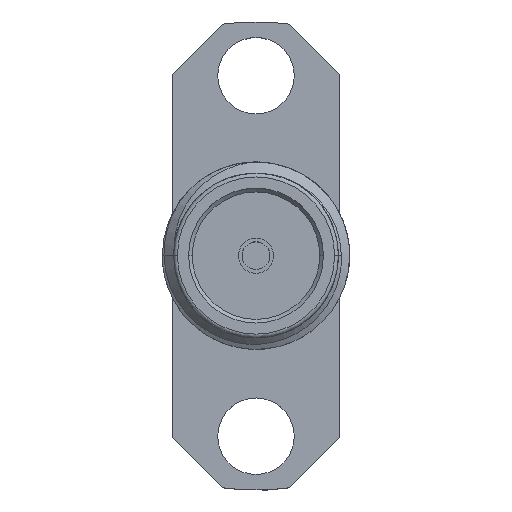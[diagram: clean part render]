
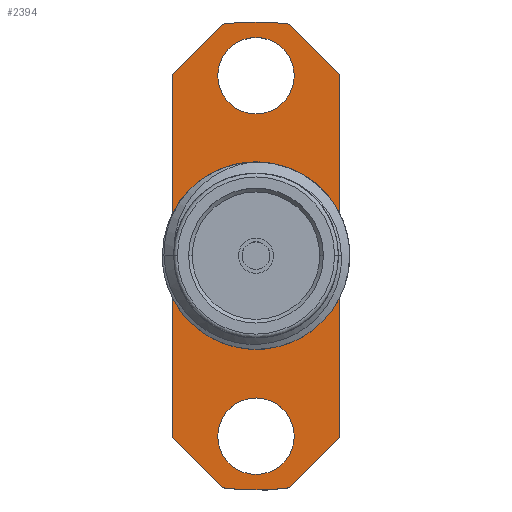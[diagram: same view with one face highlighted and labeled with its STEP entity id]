
A CAD part, top view. The second image highlights one B-rep face of the part: STEP entity #2394.
In plain terms, the highlighted planar face has unit normal (0, 0, 1).
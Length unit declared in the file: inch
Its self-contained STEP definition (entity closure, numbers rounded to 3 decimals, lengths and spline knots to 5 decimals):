
#31 = LINE ( 'NONE', #3185, #1138 ) ;
#51 = CIRCLE ( 'NONE', #2491, 0.051 ) ;
#98 = EDGE_CURVE ( 'NONE', #2208, #2032, #2785, .T. ) ;
#122 = EDGE_CURVE ( 'NONE', #1902, #1808, #2866, .T. ) ;
#127 = VECTOR ( 'NONE', #1527, 39.37008 ) ;
#137 = VERTEX_POINT ( 'NONE', #2604 ) ;
#187 = DIRECTION ( 'NONE',  ( 0., 0., 1. ) ) ;
#213 = CARTESIAN_POINT ( 'NONE',  ( -0.051, 0.2405, -0.308 ) ) ;
#216 = DIRECTION ( 'NONE',  ( 1., 0., 0. ) ) ;
#292 = CARTESIAN_POINT ( 'NONE',  ( 0., -0.2405, -0.308 ) ) ;
#305 = CARTESIAN_POINT ( 'NONE',  ( 0.1115, -0.2425, -0.308 ) ) ;
#345 = EDGE_CURVE ( 'NONE', #564, #1286, #51, .T. ) ;
#348 = DIRECTION ( 'NONE',  ( -0.707, 0.707, 0. ) ) ;
#352 = DIRECTION ( 'NONE',  ( 0., 1., 0. ) ) ;
#388 = VECTOR ( 'NONE', #2758, 39.37008 ) ;
#401 = FACE_BOUND ( 'NONE', #2273, .T. ) ;
#429 = DIRECTION ( 'NONE',  ( 0., 0., 1. ) ) ;
#432 = CARTESIAN_POINT ( 'NONE',  ( 0., 0., -0.308 ) ) ;
#457 = VERTEX_POINT ( 'NONE', #1191 ) ;
#463 = DIRECTION ( 'NONE',  ( 1., 0., 0. ) ) ;
#471 = DIRECTION ( 'NONE',  ( -1., 0., 0. ) ) ;
#473 = CARTESIAN_POINT ( 'NONE',  ( 0.04472, 0.30928, -0.308 ) ) ;
#493 = CARTESIAN_POINT ( 'NONE',  ( -0.1115, 0.2425, -0.308 ) ) ;
#504 = CARTESIAN_POINT ( 'NONE',  ( 0.1115, -0.2425, -0.308 ) ) ;
#519 = DIRECTION ( 'NONE',  ( 0.707, -0.707, 0. ) ) ;
#559 = CARTESIAN_POINT ( 'NONE',  ( 0., 0.2405, -0.308 ) ) ;
#564 = VERTEX_POINT ( 'NONE', #213 ) ;
#566 = ORIENTED_EDGE ( 'NONE', *, *, #2097, .F. ) ;
#578 = DIRECTION ( 'NONE',  ( 1., 0., 0. ) ) ;
#619 = CARTESIAN_POINT ( 'NONE',  ( 0.10989, 0., -0.308 ) ) ;
#628 = EDGE_CURVE ( 'NONE', #1808, #1476, #2407, .T. ) ;
#650 = DIRECTION ( 'NONE',  ( 0., 0., -1. ) ) ;
#666 = FACE_BOUND ( 'NONE', #1078, .T. ) ;
#673 = DIRECTION ( 'NONE',  ( 0., 0., 1. ) ) ;
#692 = LINE ( 'NONE', #493, #127 ) ;
#705 = AXIS2_PLACEMENT_3D ( 'NONE', #432, #1435, #2789 ) ;
#706 = CIRCLE ( 'NONE', #1919, 0.051 ) ;
#709 = AXIS2_PLACEMENT_3D ( 'NONE', #2171, #429, #1921 ) ;
#724 = CARTESIAN_POINT ( 'NONE',  ( -0.1115, 0.2425, -0.308 ) ) ;
#730 = ORIENTED_EDGE ( 'NONE', *, *, #2224, .F. ) ;
#787 = ORIENTED_EDGE ( 'NONE', *, *, #3066, .T. ) ;
#892 = ORIENTED_EDGE ( 'NONE', *, *, #2397, .T. ) ;
#942 = FACE_BOUND ( 'NONE', #2482, .T. ) ;
#968 = CIRCLE ( 'NONE', #705, 0.10989 ) ;
#1000 = CARTESIAN_POINT ( 'NONE',  ( 0., 0., -0.308 ) ) ;
#1017 = DIRECTION ( 'NONE',  ( 0., 0., 1. ) ) ;
#1019 = CIRCLE ( 'NONE', #1519, 0.051 ) ;
#1078 = EDGE_LOOP ( 'NONE', ( #2327, #2722 ) ) ;
#1123 = EDGE_CURVE ( 'NONE', #2418, #1944, #706, .T. ) ;
#1126 = CARTESIAN_POINT ( 'NONE',  ( -0.051, -0.2405, -0.308 ) ) ;
#1138 = VECTOR ( 'NONE', #348, 39.37008 ) ;
#1191 = CARTESIAN_POINT ( 'NONE',  ( -0.04472, 0.30928, -0.308 ) ) ;
#1204 = EDGE_CURVE ( 'NONE', #137, #1902, #3011, .T. ) ;
#1242 = ORIENTED_EDGE ( 'NONE', *, *, #345, .F. ) ;
#1286 = VERTEX_POINT ( 'NONE', #3053 ) ;
#1292 = CARTESIAN_POINT ( 'NONE',  ( -0.0415, -0.3125, -0.308 ) ) ;
#1329 = CARTESIAN_POINT ( 'NONE',  ( 0.1115, -0.3125, -0.308 ) ) ;
#1435 = DIRECTION ( 'NONE',  ( 0., 0., 1. ) ) ;
#1469 = AXIS2_PLACEMENT_3D ( 'NONE', #1941, #650, #1686 ) ;
#1476 = VERTEX_POINT ( 'NONE', #3309 ) ;
#1519 = AXIS2_PLACEMENT_3D ( 'NONE', #2162, #1925, #3153 ) ;
#1520 = EDGE_CURVE ( 'NONE', #2369, #137, #3126, .T. ) ;
#1527 = DIRECTION ( 'NONE',  ( -0.707, -0.707, 0. ) ) ;
#1531 = CARTESIAN_POINT ( 'NONE',  ( 0., 0., -0.308 ) ) ;
#1540 = DIRECTION ( 'NONE',  ( 0.707, 0.707, 0. ) ) ;
#1663 = AXIS2_PLACEMENT_3D ( 'NONE', #1000, #1017, #471 ) ;
#1686 = DIRECTION ( 'NONE',  ( -1., 0., 0. ) ) ;
#1737 = VECTOR ( 'NONE', #519, 39.37008 ) ;
#1808 = VERTEX_POINT ( 'NONE', #305 ) ;
#1871 = EDGE_LOOP ( 'NONE', ( #787, #2557, #892, #2216, #2420, #2818, #2727, #3209 ) ) ;
#1889 = CARTESIAN_POINT ( 'NONE',  ( -0.1115, -0.2425, -0.308 ) ) ;
#1902 = VERTEX_POINT ( 'NONE', #2643 ) ;
#1919 = AXIS2_PLACEMENT_3D ( 'NONE', #292, #2934, #578 ) ;
#1921 = DIRECTION ( 'NONE',  ( 1., 0., 0. ) ) ;
#1925 = DIRECTION ( 'NONE',  ( 0., 0., 1. ) ) ;
#1941 = CARTESIAN_POINT ( 'NONE',  ( 0., 0., -0.308 ) ) ;
#1944 = VERTEX_POINT ( 'NONE', #1126 ) ;
#1972 = CARTESIAN_POINT ( 'NONE',  ( 0.051, -0.2405, -0.308 ) ) ;
#2032 = VERTEX_POINT ( 'NONE', #3272 ) ;
#2097 = EDGE_CURVE ( 'NONE', #1286, #564, #2411, .T. ) ;
#2162 = CARTESIAN_POINT ( 'NONE',  ( 0., -0.2405, -0.308 ) ) ;
#2171 = CARTESIAN_POINT ( 'NONE',  ( 0., 0., -0.308 ) ) ;
#2189 = AXIS2_PLACEMENT_3D ( 'NONE', #1531, #2263, #463 ) ;
#2208 = VERTEX_POINT ( 'NONE', #619 ) ;
#2216 = ORIENTED_EDGE ( 'NONE', *, *, #1520, .T. ) ;
#2224 = EDGE_CURVE ( 'NONE', #1944, #2418, #1019, .T. ) ;
#2254 = DIRECTION ( 'NONE',  ( 1., 0., 0. ) ) ;
#2263 = DIRECTION ( 'NONE',  ( 0., 0., 1. ) ) ;
#2273 = EDGE_LOOP ( 'NONE', ( #2428, #730 ) ) ;
#2283 = VECTOR ( 'NONE', #1540, 39.37008 ) ;
#2327 = ORIENTED_EDGE ( 'NONE', *, *, #98, .F. ) ;
#2369 = VERTEX_POINT ( 'NONE', #1889 ) ;
#2394 = ADVANCED_FACE ( 'NONE', ( #942, #401, #666, #3007 ), #3036, .F. ) ;
#2397 = EDGE_CURVE ( 'NONE', #2521, #2369, #3023, .T. ) ;
#2407 = LINE ( 'NONE', #1329, #2471 ) ;
#2411 = CIRCLE ( 'NONE', #2634, 0.051 ) ;
#2418 = VERTEX_POINT ( 'NONE', #1972 ) ;
#2420 = ORIENTED_EDGE ( 'NONE', *, *, #1204, .T. ) ;
#2428 = ORIENTED_EDGE ( 'NONE', *, *, #1123, .F. ) ;
#2436 = EDGE_CURVE ( 'NONE', #2032, #2208, #968, .T. ) ;
#2471 = VECTOR ( 'NONE', #352, 39.37008 ) ;
#2482 = EDGE_LOOP ( 'NONE', ( #566, #1242 ) ) ;
#2491 = AXIS2_PLACEMENT_3D ( 'NONE', #559, #673, #2254 ) ;
#2511 = CARTESIAN_POINT ( 'NONE',  ( -0.1115, -0.3125, -0.308 ) ) ;
#2521 = VERTEX_POINT ( 'NONE', #724 ) ;
#2557 = ORIENTED_EDGE ( 'NONE', *, *, #3288, .T. ) ;
#2604 = CARTESIAN_POINT ( 'NONE',  ( -0.04472, -0.30928, -0.308 ) ) ;
#2634 = AXIS2_PLACEMENT_3D ( 'NONE', #2831, #187, #216 ) ;
#2643 = CARTESIAN_POINT ( 'NONE',  ( 0.04472, -0.30928, -0.308 ) ) ;
#2696 = CIRCLE ( 'NONE', #709, 0.3125 ) ;
#2722 = ORIENTED_EDGE ( 'NONE', *, *, #2436, .F. ) ;
#2727 = ORIENTED_EDGE ( 'NONE', *, *, #628, .T. ) ;
#2758 = DIRECTION ( 'NONE',  ( 0., -1., 0. ) ) ;
#2765 = EDGE_CURVE ( 'NONE', #1476, #3091, #31, .T. ) ;
#2785 = CIRCLE ( 'NONE', #1663, 0.10989 ) ;
#2789 = DIRECTION ( 'NONE',  ( -1., 0., 0. ) ) ;
#2818 = ORIENTED_EDGE ( 'NONE', *, *, #122, .T. ) ;
#2831 = CARTESIAN_POINT ( 'NONE',  ( 0., 0.2405, -0.308 ) ) ;
#2866 = LINE ( 'NONE', #504, #2283 ) ;
#2934 = DIRECTION ( 'NONE',  ( 0., 0., 1. ) ) ;
#3007 = FACE_OUTER_BOUND ( 'NONE', #1871, .T. ) ;
#3011 = CIRCLE ( 'NONE', #2189, 0.3125 ) ;
#3023 = LINE ( 'NONE', #2511, #388 ) ;
#3036 = PLANE ( 'NONE',  #1469 ) ;
#3053 = CARTESIAN_POINT ( 'NONE',  ( 0.051, 0.2405, -0.308 ) ) ;
#3066 = EDGE_CURVE ( 'NONE', #3091, #457, #2696, .T. ) ;
#3091 = VERTEX_POINT ( 'NONE', #473 ) ;
#3126 = LINE ( 'NONE', #1292, #1737 ) ;
#3153 = DIRECTION ( 'NONE',  ( 1., 0., 0. ) ) ;
#3185 = CARTESIAN_POINT ( 'NONE',  ( 0.0415, 0.3125, -0.308 ) ) ;
#3209 = ORIENTED_EDGE ( 'NONE', *, *, #2765, .T. ) ;
#3272 = CARTESIAN_POINT ( 'NONE',  ( -0.10989, 0., -0.308 ) ) ;
#3288 = EDGE_CURVE ( 'NONE', #457, #2521, #692, .T. ) ;
#3309 = CARTESIAN_POINT ( 'NONE',  ( 0.1115, 0.2425, -0.308 ) ) ;
